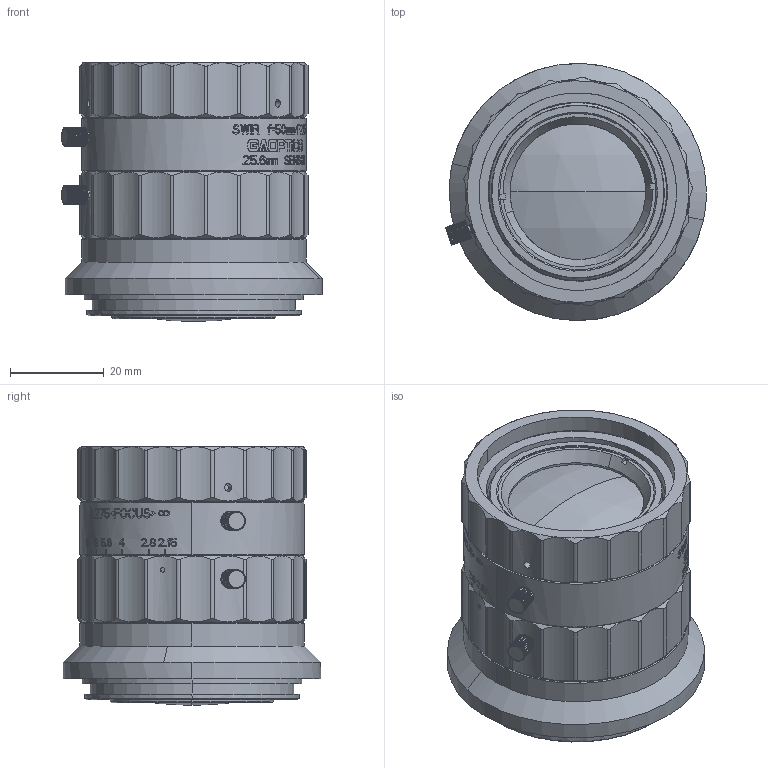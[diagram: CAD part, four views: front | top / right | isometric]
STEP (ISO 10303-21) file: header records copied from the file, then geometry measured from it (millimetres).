
FILE_DESCRIPTION (( 'STEP AP203' ), '1' );
FILE_NAME ('680005.STEP', '2021-08-05T06:48:46', ( '' ), ( '' ), 'SwSTEP 2.0', 'SolidWorks 2020', '' );
FILE_SCHEMA (( 'CONFIG_CONTROL_DESIGN' ));
Length unit declared in the file: millimetre
Products named in the file (1): 680005
Bounding box: 55.76 x 54.97 x 55.34 mm (x, y, z)
Surface area: 41588 mm2 (no closed solid volume)
Topology: 0 solids, 12 shells, 2630 faces, 7431 edges, 4951 vertices
Faces by surface type: plane 1493, bspline 684, cylinder 379, cone 68, sphere 6
Entity records: 105173 total; most frequent: CARTESIAN_POINT 51329, ORIENTED_EDGE 14858, EDGE_CURVE 7429, B_SPLINE_CURVE_WITH_KNOTS 6023, DIRECTION 5362, VERTEX_POINT 4951, EDGE_LOOP 2788, FACE_OUTER_BOUND 2630
